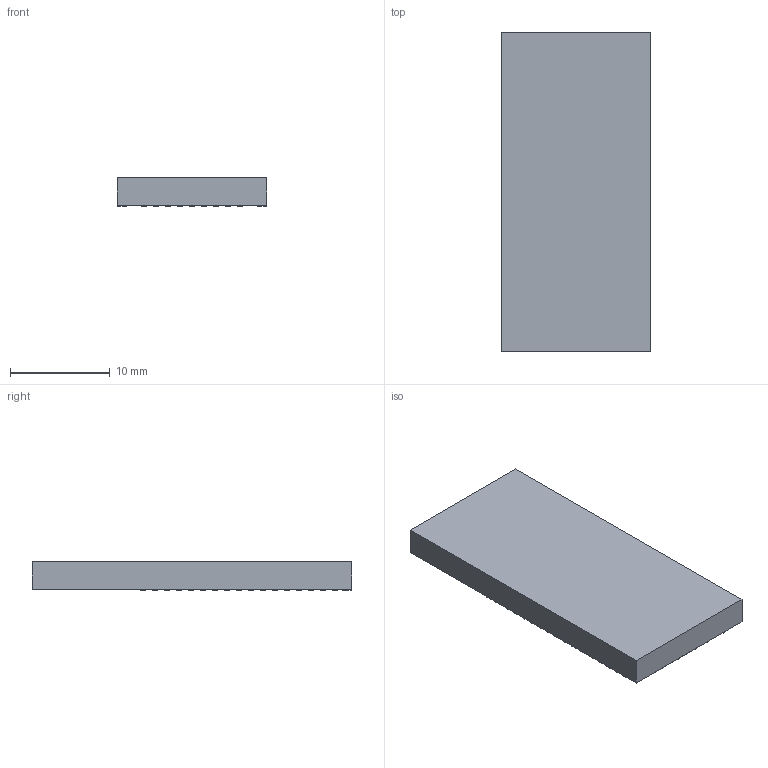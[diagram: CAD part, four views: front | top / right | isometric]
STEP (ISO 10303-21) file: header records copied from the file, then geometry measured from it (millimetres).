
FILE_DESCRIPTION(('FreeCAD Model'),'2;1');
FILE_NAME('13449936.1.4.stp','2021-05-26T18:17:13',( 'Author'),(''),'Open CASCADE STEP processor 6.9','FreeCAD','Unknown' );
FILE_SCHEMA(('AUTOMOTIVE_DESIGN { 1 0 10303 214 1 1 1 1 }'));
Length unit declared in the file: millimetre
Products named in the file (3): ASSEMBLY; Body; Pins
Assembly tree (2 placements, depth 2):
  ASSEMBLY
    Body
    Pins
Bounding box: 15 x 32 x 2.85 mm (x, y, z)
Volume: 1322.1 mm3; surface area: 1272.1 mm2
Topology: 44 solids, 44 shells, 264 faces, 528 edges, 352 vertices
Faces by surface type: plane 264
Entity records: 13916 total; most frequent: CARTESIAN_POINT 2203, DIRECTION 2118, LINE 1584, VECTOR 1584, ORIENTED_EDGE 1056, PCURVE 1056, DEFINITIONAL_REPRESENTATION 1056, EDGE_CURVE 528
